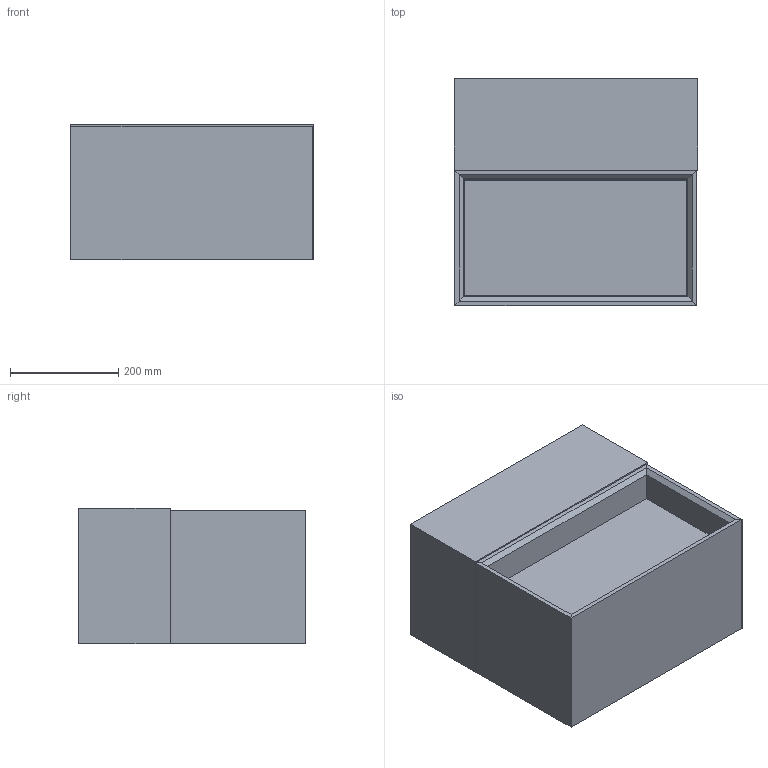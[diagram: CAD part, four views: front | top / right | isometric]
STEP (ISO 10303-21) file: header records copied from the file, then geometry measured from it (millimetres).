
FILE_DESCRIPTION (( 'STEP AP214' ), '1' );
FILE_NAME ('KKS02-DX.STEP', '2020-05-18T11:15:23', ( 'User' ), ( '' ), 'SwSTEP 2.0', 'SolidWorks 2019', '' );
FILE_SCHEMA (( 'AUTOMOTIVE_DESIGN' ));
Length unit declared in the file: millimetre
Products named in the file (2): KKS02-DX
Bounding box: 450 x 420 x 250 mm (x, y, z)
Volume: 13897744.5 mm3; surface area: 1864662.3 mm2
Topology: 8 solids, 8 shells, 138 faces, 358 edges, 236 vertices
Faces by surface type: plane 92, cylinder 30, cone 12, bspline 4
Entity records: 4606 total; most frequent: CARTESIAN_POINT 1028, ORIENTED_EDGE 716, DIRECTION 686, EDGE_CURVE 358, LINE 274, VECTOR 274, VERTEX_POINT 236, AXIS2_PLACEMENT_3D 206
